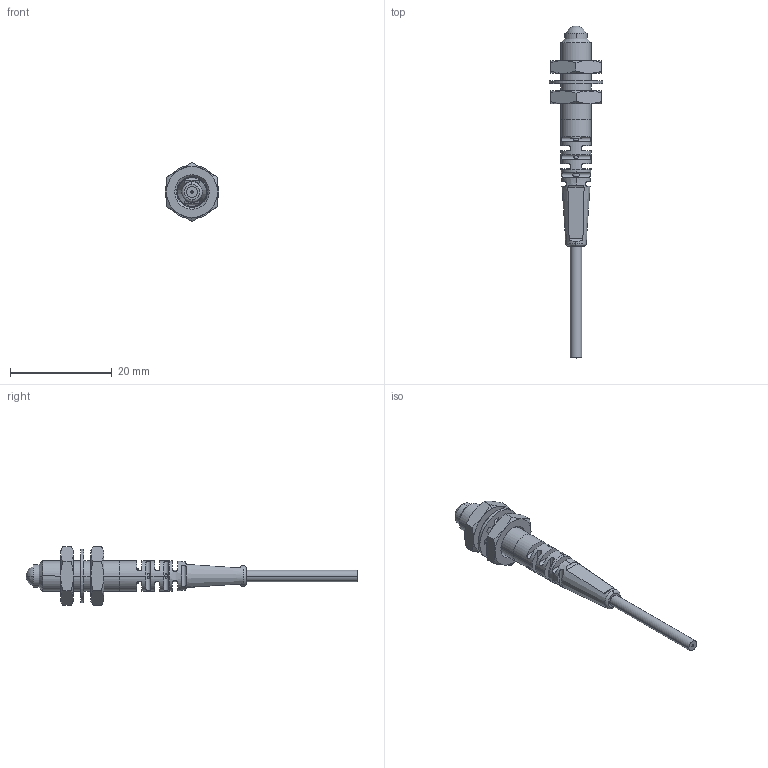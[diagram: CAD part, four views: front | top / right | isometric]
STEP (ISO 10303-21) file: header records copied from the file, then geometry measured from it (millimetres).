
FILE_DESCRIPTION((''),'2;1');
FILE_NAME('199223_ASM','2017-03-16T',('pdmadmin'),('BANNER ENGINEERING'),'CREO PARAMETRIC BY PTC INC, 2016260','CREO PARAMETRIC BY PTC INC, 2016260','');
FILE_SCHEMA(('CONFIG_CONTROL_DESIGN'));
Products named in the file (12): 1_14; 5_9; 3_4; 4_4_AF0; 2_5; 6_11; ASM0001_ASM_16_AF0_ASM; M6_RIKO_LOCKWASHER; M6_NUT; PTS2-620-B4_ASM_ASM; 801984_ASM; 199223_ASM
Assembly tree (12 placements, depth 5):
  199223_ASM
    801984_ASM
      PTS2-620-B4_ASM_ASM
        ASM0001_ASM_16_AF0_ASM
          1_14
          5_9
          3_4
          4_4_AF0
          2_5
          6_11
        M6_RIKO_LOCKWASHER
        M6_NUT  x2
Bounding box: 10.52 x 65.32 x 11.55 mm (x, y, z)
Volume: 1339.9 mm3; surface area: 2603.4 mm2
Topology: 9 solids, 9 shells, 218 faces, 580 edges, 377 vertices
Faces by surface type: plane 88, cylinder 69, cone 50, torus 8, sphere 3
Entity records: 7568 total; most frequent: CARTESIAN_POINT 2364, DIRECTION 1094, ORIENTED_EDGE 1028, EDGE_CURVE 514, AXIS2_PLACEMENT_3D 443, VERTEX_POINT 341, EDGE_LOOP 227, CIRCLE 218
